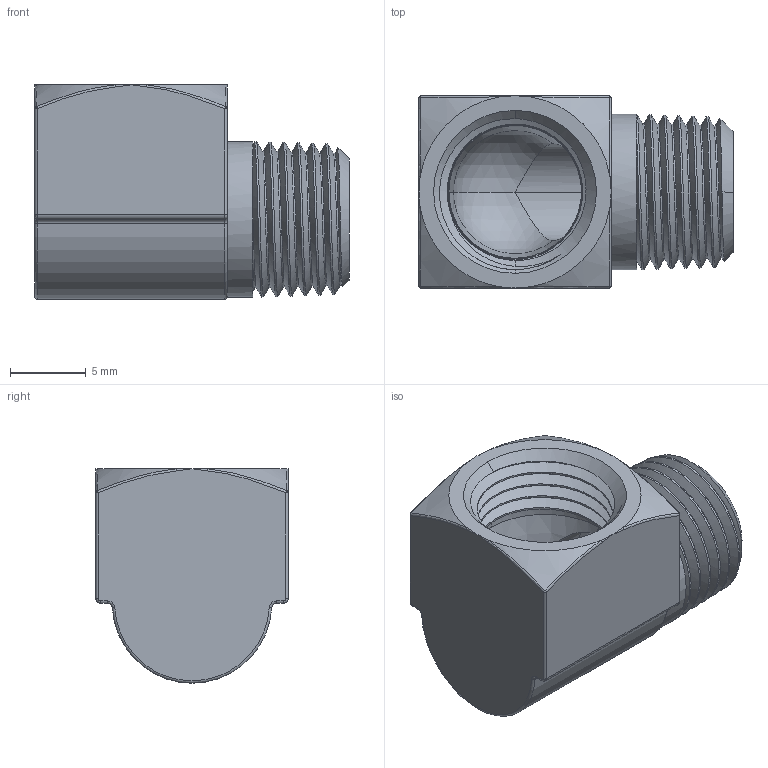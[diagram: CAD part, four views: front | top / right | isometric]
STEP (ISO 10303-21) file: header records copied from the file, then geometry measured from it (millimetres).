
FILE_DESCRIPTION(/* description */ (''),/* implementation_level */ '2;1');
FILE_NAME(/* name */ '116-N1.stp',/* time_stamp */ '2024-01-23T10:03:54-05:00',/* author */ ('esanner'),/* organization */ (''),/* preprocessor_version */ 'ST-DEVELOPER v19',/* originating_system */ 'AutoCAD Mechanical',/* authorisation */ '');
FILE_SCHEMA (('AUTOMOTIVE_DESIGN { 1 0 10303 214 3 1 1 }'));
Length unit declared in the file: millimetre
Products named in the file (2): Product; 116-N1
Assembly tree (1 placements, depth 2):
  Product
    116-N1
Bounding box: 20.75 x 12.7 x 14.16 mm (x, y, z)
Volume: 1484.4 mm3; surface area: 1780.2 mm2
Topology: 1 solids, 1 shells, 108 faces, 277 edges, 161 vertices
Faces by surface type: cone 37, bspline 26, cylinder 19, plane 14, sphere 6, torus 6
Full cylindrical faces by diameter (mm): 6.437 x1, 10.276 x1
Entity records: 8895 total; most frequent: CARTESIAN_POINT 6549, ORIENTED_EDGE 530, DIRECTION 422, EDGE_CURVE 265, AXIS2_PLACEMENT_3D 178, VERTEX_POINT 161, EDGE_LOOP 112, FACE_OUTER_BOUND 108
